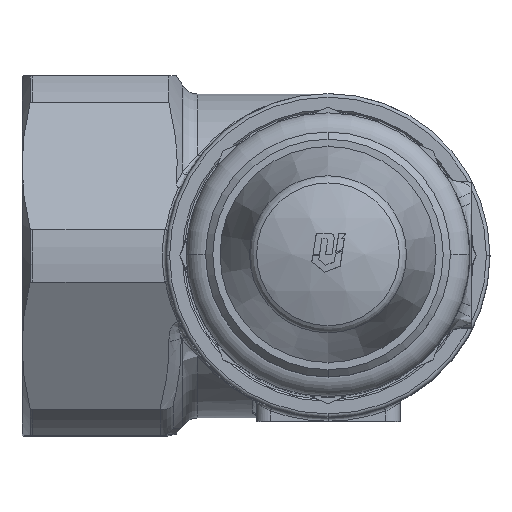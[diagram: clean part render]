
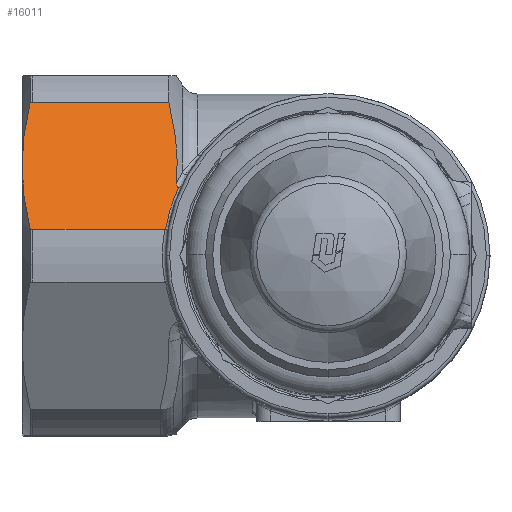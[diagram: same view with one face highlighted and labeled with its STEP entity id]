
A CAD part, top view. The second image highlights one B-rep face of the part: STEP entity #16011.
In plain terms, the highlighted planar face has unit normal (0, 0.5, 0.866).
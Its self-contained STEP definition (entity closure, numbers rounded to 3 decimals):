
#12831=CARTESIAN_POINT('',(-22.695,3.668,26.75));
#12832=VERTEX_POINT('',#12831);
#12885=CARTESIAN_POINT('',(-22.577,3.634,26.77));
#12886=VERTEX_POINT('',#12885);
#12897=CARTESIAN_POINT('',(-22.577,3.634,26.77));
#12898=CARTESIAN_POINT('',(-22.611,3.655,26.757));
#12899=CARTESIAN_POINT('',(-22.652,3.668,26.75));
#12900=CARTESIAN_POINT('',(-22.695,3.668,26.75));
#12901=B_SPLINE_CURVE_WITH_KNOTS('',3,(#12897,#12898,#12899,#12900),.UNSPECIFIED.,.F.,.F.,(4,4),(0.002,0.002),.UNSPECIFIED.);
#12902=EDGE_CURVE('NONE',#12886,#12832,#12901,.T.);
#14024=CARTESIAN_POINT('',(-41.372,3.776,26.687));
#14025=VERTEX_POINT('',#14024);
#14042=CARTESIAN_POINT('',(-41.,3.668,26.75));
#14043=VERTEX_POINT('',#14042);
#14051=CARTESIAN_POINT('',(-41.,3.668,26.75));
#14052=CARTESIAN_POINT('',(-41.132,3.668,26.75));
#14053=CARTESIAN_POINT('',(-41.263,3.712,26.725));
#14054=CARTESIAN_POINT('',(-41.372,3.776,26.687));
#14055=B_SPLINE_CURVE_WITH_KNOTS('',3,(#14051,#14052,#14053,#14054),.UNSPECIFIED.,.F.,.F.,(4,4),(0.001,0.001),.UNSPECIFIED.);
#14056=EDGE_CURVE('NONE',#14043,#14025,#14055,.T.);
#14066=CARTESIAN_POINT('',(-41.372,21.224,16.614));
#14067=VERTEX_POINT('',#14066);
#14077=CARTESIAN_POINT('',(-41.,21.332,16.552));
#14078=VERTEX_POINT('',#14077);
#14079=CARTESIAN_POINT('',(-41.372,21.224,16.614));
#14080=CARTESIAN_POINT('',(-41.263,21.289,16.576));
#14081=CARTESIAN_POINT('',(-41.132,21.332,16.552));
#14082=CARTESIAN_POINT('',(-41.,21.332,16.552));
#14083=B_SPLINE_CURVE_WITH_KNOTS('',3,(#14079,#14080,#14081,#14082),.UNSPECIFIED.,.F.,.F.,(4,4),(0.022,0.022),.UNSPECIFIED.);
#14084=EDGE_CURVE('NONE',#14067,#14078,#14083,.T.);
#14234=CARTESIAN_POINT('',(-22.695,3.668,26.75));
#14235=DIRECTION('',(-1.,0.,0.));
#14236=VECTOR('',#14235,18.305);
#14237=LINE('',#14234,#14236);
#14238=EDGE_CURVE('NONE',#12832,#14043,#14237,.T.);
#14250=CARTESIAN_POINT('',(-22.098,21.332,16.552));
#14251=VERTEX_POINT('',#14250);
#14252=CARTESIAN_POINT('',(-41.,21.332,16.552));
#14253=DIRECTION('',(1.,-0.,-0.));
#14254=VECTOR('',#14253,18.902);
#14255=LINE('',#14252,#14254);
#14256=EDGE_CURVE('NONE',#14078,#14251,#14255,.T.);
#14360=CARTESIAN_POINT('',(-42.5,12.5,21.651));
#14361=VERTEX_POINT('',#14360);
#14420=CARTESIAN_POINT('',(-21.029,10.136,23.015));
#14421=VERTEX_POINT('',#14420);
#14422=CARTESIAN_POINT('',(-22.098,21.332,16.552));
#14423=CARTESIAN_POINT('',(-21.632,19.482,17.62));
#14424=CARTESIAN_POINT('',(-21.291,17.625,18.692));
#14425=CARTESIAN_POINT('',(-20.921,13.894,20.846));
#14426=CARTESIAN_POINT('',(-20.893,12.02,21.928));
#14427=CARTESIAN_POINT('',(-21.029,10.136,23.015));
#14428=B_SPLINE_CURVE_WITH_KNOTS('',3,(#14422,#14423,#14424,#14425,#14426,#14427),.UNSPECIFIED.,.F.,.F.,(4,2,4),(0.,0.006,0.013),.UNSPECIFIED.);
#14429=EDGE_CURVE('NONE',#14251,#14421,#14428,.T.);
#15956=CARTESIAN_POINT('',(22.5,25.,14.434));
#15957=DIRECTION('',(0.,0.5,0.866));
#15958=DIRECTION('',(0.,-0.866,0.5));
#15959=AXIS2_PLACEMENT_3D('',#15956,#15957,#15958);
#15960=PLANE('',#15959);
#15961=ORIENTED_EDGE('',*,*,#12902,.F.);
#15962=CARTESIAN_POINT('',(-20.734,9.522,23.37));
#15963=VERTEX_POINT('',#15962);
#15964=CARTESIAN_POINT('',(-22.577,3.634,26.77));
#15965=CARTESIAN_POINT('',(-22.23,5.673,25.592));
#15966=CARTESIAN_POINT('',(-21.612,7.648,24.452));
#15967=CARTESIAN_POINT('',(-20.734,9.522,23.37));
#15968=(BOUNDED_CURVE()
B_SPLINE_CURVE(3,(#15964,#15965,#15966,#15967),.UNSPECIFIED.,.F.,.F.)
B_SPLINE_CURVE_WITH_KNOTS((4,4),(1.739,2.009),.UNSPECIFIED.)
CURVE()
GEOMETRIC_REPRESENTATION_ITEM()
RATIONAL_B_SPLINE_CURVE((1.,0.994,0.994,1.))
REPRESENTATION_ITEM(''));
#15969=EDGE_CURVE('NONE',#12886,#15963,#15968,.T.);
#15970=ORIENTED_EDGE('',*,*,#15969,.T.);
#15971=CARTESIAN_POINT('',(-20.734,9.522,23.37));
#15972=CARTESIAN_POINT('',(-20.77,9.519,23.372));
#15973=CARTESIAN_POINT('',(-20.806,9.525,23.368));
#15974=CARTESIAN_POINT('',(-20.871,9.553,23.352));
#15975=CARTESIAN_POINT('',(-20.897,9.575,23.339));
#15976=CARTESIAN_POINT('',(-20.962,9.649,23.297));
#15977=CARTESIAN_POINT('',(-20.986,9.709,23.262));
#15978=CARTESIAN_POINT('',(-21.036,9.89,23.158));
#15979=CARTESIAN_POINT('',(-21.038,10.013,23.086));
#15980=CARTESIAN_POINT('',(-21.029,10.136,23.015));
#15981=B_SPLINE_CURVE_WITH_KNOTS('',3,(#15971,#15972,#15973,#15974,#15975,#15976,#15977,#15978,#15979,#15980),.UNSPECIFIED.,.F.,.F.,(4,2,2,2,4),(0.001,0.001,0.001,0.001,0.002),.UNSPECIFIED.);
#15982=EDGE_CURVE('NONE',#15963,#14421,#15981,.T.);
#15983=ORIENTED_EDGE('',*,*,#15982,.T.);
#15984=ORIENTED_EDGE('',*,*,#14429,.F.);
#15985=ORIENTED_EDGE('',*,*,#14256,.F.);
#15986=ORIENTED_EDGE('',*,*,#14084,.F.);
#15987=CARTESIAN_POINT('',(-42.5,12.5,21.651));
#15988=CARTESIAN_POINT('',(-42.5,13.227,21.231));
#15989=CARTESIAN_POINT('',(-42.475,13.956,20.81));
#15990=CARTESIAN_POINT('',(-42.378,15.417,19.966));
#15991=CARTESIAN_POINT('',(-42.304,16.15,19.543));
#15992=CARTESIAN_POINT('',(-42.015,18.34,18.279));
#15993=CARTESIAN_POINT('',(-41.73,19.787,17.443));
#15994=CARTESIAN_POINT('',(-41.372,21.224,16.614));
#15995=B_SPLINE_CURVE_WITH_KNOTS('',3,(#15987,#15988,#15989,#15990,#15991,#15992,#15993,#15994),.UNSPECIFIED.,.F.,.F.,(4,2,2,4),(0.011,0.013,0.016,0.021),.UNSPECIFIED.);
#15996=EDGE_CURVE('NONE',#14361,#14067,#15995,.T.);
#15997=ORIENTED_EDGE('',*,*,#15996,.F.);
#15998=CARTESIAN_POINT('',(-41.372,3.776,26.687));
#15999=CARTESIAN_POINT('',(-41.732,5.22,25.854));
#16000=CARTESIAN_POINT('',(-42.016,6.668,25.018));
#16001=CARTESIAN_POINT('',(-42.4,9.575,23.339));
#16002=CARTESIAN_POINT('',(-42.5,11.035,22.497));
#16003=CARTESIAN_POINT('',(-42.5,12.5,21.651));
#16004=B_SPLINE_CURVE_WITH_KNOTS('',3,(#15998,#15999,#16000,#16001,#16002,#16003),.UNSPECIFIED.,.F.,.F.,(4,2,4),(0.,0.006,0.011),.UNSPECIFIED.);
#16005=EDGE_CURVE('NONE',#14025,#14361,#16004,.T.);
#16006=ORIENTED_EDGE('',*,*,#16005,.F.);
#16007=ORIENTED_EDGE('',*,*,#14056,.F.);
#16008=ORIENTED_EDGE('',*,*,#14238,.F.);
#16009=EDGE_LOOP('',(#15961,#15970,#15983,#15984,#15985,#15986,#15997,#16006,#16007,#16008));
#16010=FACE_BOUND('',#16009,.T.);
#16011=ADVANCED_FACE('NONE',(#16010),#15960,.T.);
